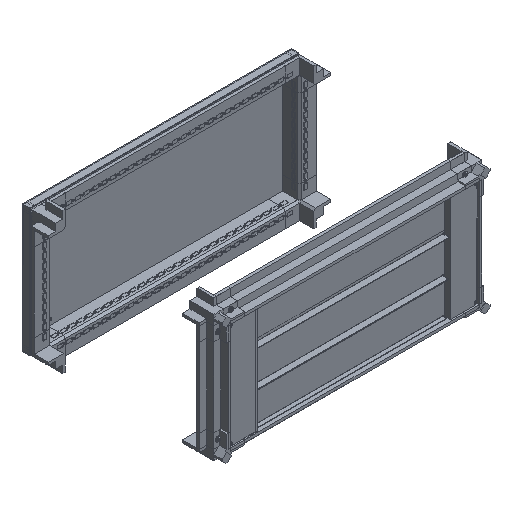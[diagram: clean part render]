
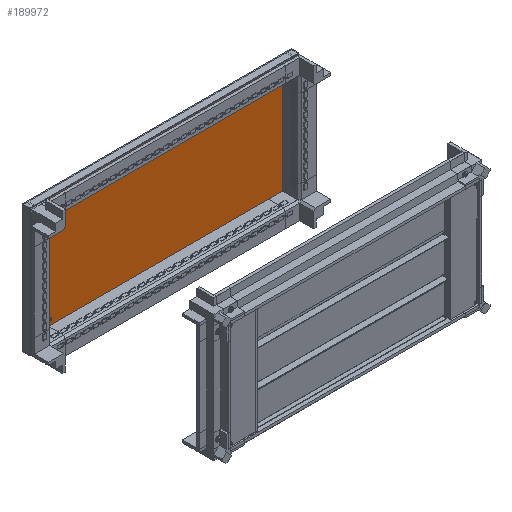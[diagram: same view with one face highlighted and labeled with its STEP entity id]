
A CAD part, isometric view. The second image highlights one B-rep face of the part: STEP entity #189972.
In plain terms, the highlighted planar face has unit normal (0, -1, 0).
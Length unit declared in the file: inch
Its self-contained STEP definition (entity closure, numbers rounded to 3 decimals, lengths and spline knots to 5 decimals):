
#684 = ORIENTED_EDGE ( 'NONE', *, *, #144689, .T. ) ;
#2516 = ORIENTED_EDGE ( 'NONE', *, *, #66245, .T. ) ;
#2639 = VERTEX_POINT ( 'NONE', #136075 ) ;
#2818 = ORIENTED_EDGE ( 'NONE', *, *, #26200, .T. ) ;
#8056 = DIRECTION ( 'NONE',  ( -1., 0., 0. ) ) ;
#9083 = EDGE_LOOP ( 'NONE', ( #684, #2818, #100170, #36626 ) ) ;
#9437 = CARTESIAN_POINT ( 'NONE',  ( -14.94087, 20.84222, 0. ) ) ;
#15462 = LINE ( 'NONE', #77863, #90419 ) ;
#15853 = EDGE_CURVE ( 'NONE', #166079, #26063, #70797, .T. ) ;
#26063 = VERTEX_POINT ( 'NONE', #188512 ) ;
#26200 = EDGE_CURVE ( 'NONE', #166399, #166079, #15462, .T. ) ;
#27591 = FACE_OUTER_BOUND ( 'NONE', #9083, .T. ) ;
#36626 = ORIENTED_EDGE ( 'NONE', *, *, #57270, .T. ) ;
#49136 = DIRECTION ( 'NONE',  ( 0., 1., 0. ) ) ;
#50081 = DIRECTION ( 'NONE',  ( -1., 0., 0. ) ) ;
#50710 = CARTESIAN_POINT ( 'NONE',  ( 0., 20.84222, -7.06685 ) ) ;
#50843 = VECTOR ( 'NONE', #189733, 39.37008 ) ;
#54310 = CARTESIAN_POINT ( 'NONE',  ( -14.71457, 20.84222, 6.5748 ) ) ;
#57082 = CARTESIAN_POINT ( 'NONE',  ( -14.44882, 20.84222, 6.5748 ) ) ;
#57270 = EDGE_CURVE ( 'NONE', #26063, #164172, #81880, .T. ) ;
#57780 = FACE_BOUND ( 'NONE', #102957, .T. ) ;
#62018 = EDGE_LOOP ( 'NONE', ( #125795 ) ) ;
#64173 = AXIS2_PLACEMENT_3D ( 'NONE', #132894, #192349, #75288 ) ;
#66245 = EDGE_CURVE ( 'NONE', #119833, #119833, #155918, .T. ) ;
#70797 = LINE ( 'NONE', #9437, #50843 ) ;
#72416 = FACE_BOUND ( 'NONE', #62018, .T. ) ;
#74554 = EDGE_CURVE ( 'NONE', #127536, #127536, #115599, .T. ) ;
#74936 = DIRECTION ( 'NONE',  ( -1., 0., 0. ) ) ;
#75288 = DIRECTION ( 'NONE',  ( 1., 0., 0. ) ) ;
#77825 = CARTESIAN_POINT ( 'NONE',  ( 14.18307, 20.84222, 6.5748 ) ) ;
#77863 = CARTESIAN_POINT ( 'NONE',  ( 0., 20.84222, 7.06685 ) ) ;
#79371 = CARTESIAN_POINT ( 'NONE',  ( -14.94087, 20.84222, 7.06685 ) ) ;
#81880 = LINE ( 'NONE', #50710, #172828 ) ;
#84389 = AXIS2_PLACEMENT_3D ( 'NONE', #170897, #169920, #8056 ) ;
#87347 = VERTEX_POINT ( 'NONE', #131300 ) ;
#88483 = EDGE_CURVE ( 'NONE', #2639, #2639, #173506, .T. ) ;
#90419 = VECTOR ( 'NONE', #74936, 39.37008 ) ;
#93745 = AXIS2_PLACEMENT_3D ( 'NONE', #57082, #145786, #187885 ) ;
#94885 = CARTESIAN_POINT ( 'NONE',  ( -14.44882, 20.84222, -6.5748 ) ) ;
#100170 = ORIENTED_EDGE ( 'NONE', *, *, #15853, .T. ) ;
#102957 = EDGE_LOOP ( 'NONE', ( #115629 ) ) ;
#105808 = VECTOR ( 'NONE', #125251, 39.37008 ) ;
#112979 = CARTESIAN_POINT ( 'NONE',  ( 14.94087, 20.84222, -7.06685 ) ) ;
#113762 = CIRCLE ( 'NONE', #123114, 0.26575 ) ;
#115599 = CIRCLE ( 'NONE', #93745, 0.26575 ) ;
#115629 = ORIENTED_EDGE ( 'NONE', *, *, #74554, .T. ) ;
#117323 = PLANE ( 'NONE',  #64173 ) ;
#119833 = VERTEX_POINT ( 'NONE', #77825 ) ;
#123114 = AXIS2_PLACEMENT_3D ( 'NONE', #183722, #49136, #50081 ) ;
#123239 = DIRECTION ( 'NONE',  ( -1., 0., 0. ) ) ;
#123732 = EDGE_LOOP ( 'NONE', ( #137615 ) ) ;
#125251 = DIRECTION ( 'NONE',  ( 0., 0., 1. ) ) ;
#125795 = ORIENTED_EDGE ( 'NONE', *, *, #160585, .T. ) ;
#127536 = VERTEX_POINT ( 'NONE', #54310 ) ;
#128120 = CARTESIAN_POINT ( 'NONE',  ( 14.94087, 20.84222, 0. ) ) ;
#131300 = CARTESIAN_POINT ( 'NONE',  ( 14.18307, 20.84222, -6.5748 ) ) ;
#131945 = FACE_BOUND ( 'NONE', #177647, .T. ) ;
#132894 = CARTESIAN_POINT ( 'NONE',  ( 0., 20.84222, 0. ) ) ;
#136075 = CARTESIAN_POINT ( 'NONE',  ( -14.71457, 20.84222, -6.5748 ) ) ;
#137615 = ORIENTED_EDGE ( 'NONE', *, *, #88483, .T. ) ;
#144689 = EDGE_CURVE ( 'NONE', #164172, #166399, #158285, .T. ) ;
#145786 = DIRECTION ( 'NONE',  ( 0., 1., 0. ) ) ;
#154991 = DIRECTION ( 'NONE',  ( 1., 0., 0. ) ) ;
#155136 = CARTESIAN_POINT ( 'NONE',  ( 14.94087, 20.84222, 7.06685 ) ) ;
#155918 = CIRCLE ( 'NONE', #84389, 0.26575 ) ;
#158285 = LINE ( 'NONE', #128120, #105808 ) ;
#160585 = EDGE_CURVE ( 'NONE', #87347, #87347, #113762, .T. ) ;
#164120 = AXIS2_PLACEMENT_3D ( 'NONE', #94885, #167082, #123239 ) ;
#164172 = VERTEX_POINT ( 'NONE', #112979 ) ;
#166079 = VERTEX_POINT ( 'NONE', #79371 ) ;
#166399 = VERTEX_POINT ( 'NONE', #155136 ) ;
#167082 = DIRECTION ( 'NONE',  ( 0., 1., 0. ) ) ;
#169920 = DIRECTION ( 'NONE',  ( 0., 1., 0. ) ) ;
#170897 = CARTESIAN_POINT ( 'NONE',  ( 14.44882, 20.84222, 6.5748 ) ) ;
#172828 = VECTOR ( 'NONE', #154991, 39.37008 ) ;
#173506 = CIRCLE ( 'NONE', #164120, 0.26575 ) ;
#177647 = EDGE_LOOP ( 'NONE', ( #2516 ) ) ;
#183722 = CARTESIAN_POINT ( 'NONE',  ( 14.44882, 20.84222, -6.5748 ) ) ;
#187885 = DIRECTION ( 'NONE',  ( -1., 0., 0. ) ) ;
#188512 = CARTESIAN_POINT ( 'NONE',  ( -14.94087, 20.84222, -7.06685 ) ) ;
#189733 = DIRECTION ( 'NONE',  ( 0., 0., -1. ) ) ;
#189972 = ADVANCED_FACE ( 'NONE', ( #27591, #72416, #131945, #191393, #57780 ), #117323, .T. ) ;
#191393 = FACE_BOUND ( 'NONE', #123732, .T. ) ;
#192349 = DIRECTION ( 'NONE',  ( 0., -1., 0. ) ) ;
